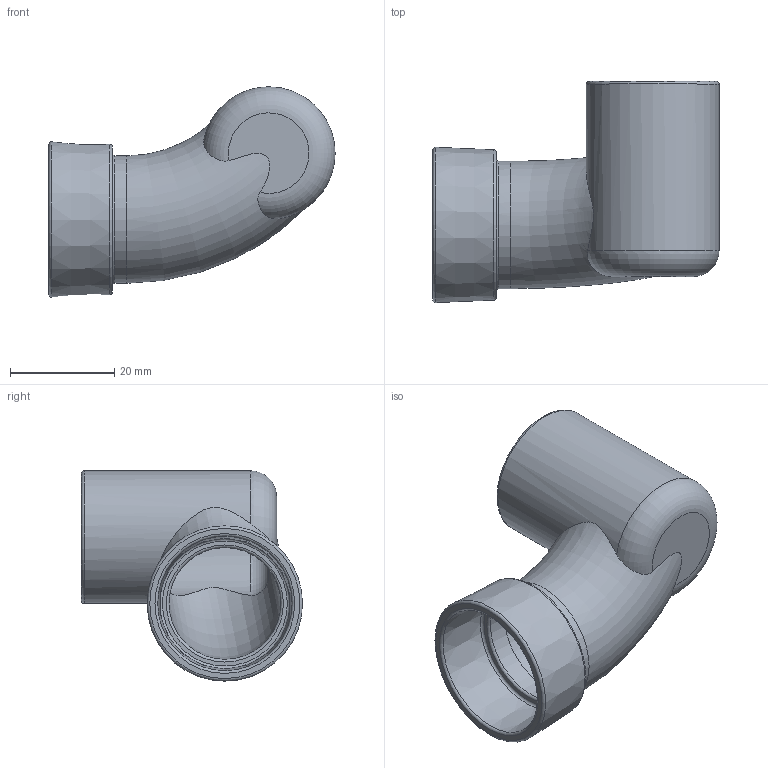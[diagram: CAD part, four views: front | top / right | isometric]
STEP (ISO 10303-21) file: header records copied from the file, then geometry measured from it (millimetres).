
FILE_DESCRIPTION(/* description */ (''),/* implementation_level */ '2;1');
FILE_NAME(/* name */ 'Air-humidifier-pipe-L.stp',/* time_stamp */ '2020-04-24T17:24:28+02:00',/* author */ ('Jakub Haluska'),/* organization */ (''),/* preprocessor_version */ 'ST-DEVELOPER v18',/* originating_system */ 'Autodesk Inventor 2020',/* authorisation */ '');
FILE_SCHEMA (('AUTOMOTIVE_DESIGN { 1 0 10303 214 3 1 1 }'));
Length unit declared in the file: millimetre
Products named in the file (1): Air-humidifier-pipe-L+R
Bounding box: 55 x 42.48 x 40.43 mm (x, y, z)
Volume: 8966.2 mm3; surface area: 11474.7 mm2
Topology: 1 solids, 1 shells, 24 faces, 66 edges, 46 vertices
Faces by surface type: torus 12, plane 6, cylinder 4, cone 2
Full cylindrical faces by diameter (mm): 21.5 x1, 22.5 x1, 24.5 x1, 25.5 x1
Entity records: 1020 total; most frequent: CARTESIAN_POINT 324, DIRECTION 156, ORIENTED_EDGE 132, AXIS2_PLACEMENT_3D 75, EDGE_CURVE 66, CIRCLE 50, VERTEX_POINT 46, EDGE_LOOP 28
